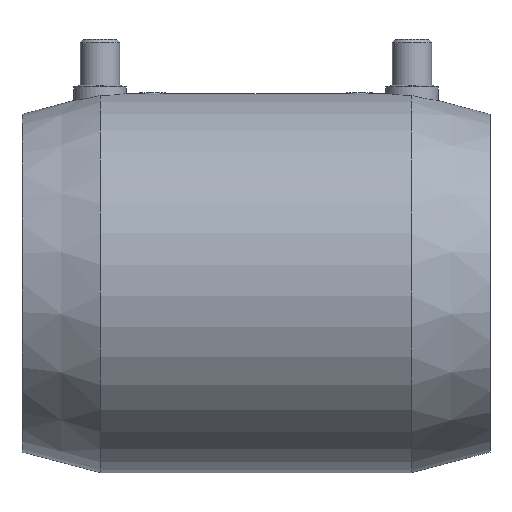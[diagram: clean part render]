
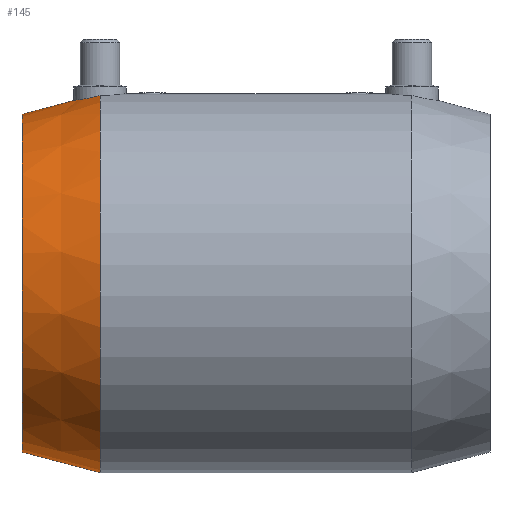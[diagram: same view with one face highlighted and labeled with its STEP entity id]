
A CAD part, top view. The second image highlights one B-rep face of the part: STEP entity #145.
In plain terms, the highlighted conical face has half-angle 14.793 degrees and reference radius 54.375 mm.
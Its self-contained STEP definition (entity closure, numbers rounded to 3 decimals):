
#145 = ADVANCED_FACE( '', ( #296 ), #297, .T. );
#296 = FACE_OUTER_BOUND( '', #452, .T. );
#297 = CONICAL_SURFACE( '', #453, 54.375, 0.258 );
#452 = EDGE_LOOP( '', ( #994, #995, #996, #997, #998 ) );
#453 = AXIS2_PLACEMENT_3D( '', #999, #1000, #1001 );
#994 = ORIENTED_EDGE( '', *, *, #1029, .T. );
#995 = ORIENTED_EDGE( '', *, *, #1192, .F. );
#996 = ORIENTED_EDGE( '', *, *, #1032, .T. );
#997 = ORIENTED_EDGE( '', *, *, #1180, .T. );
#998 = ORIENTED_EDGE( '', *, *, #1182, .T. );
#999 = CARTESIAN_POINT( '', ( -60.167, 0., 0. ) );
#1000 = DIRECTION( '', ( 1., 0., 0. ) );
#1001 = DIRECTION( '', ( 0., 1., 0. ) );
#1029 = EDGE_CURVE( '', #1204, #1205, #1206, .T. );
#1032 = EDGE_CURVE( '', #1211, #1209, #1212, .T. );
#1180 = EDGE_CURVE( '', #1209, #1452, #1454, .T. );
#1182 = EDGE_CURVE( '', #1452, #1204, #1456, .T. );
#1192 = EDGE_CURVE( '', #1211, #1205, #1466, .T. );
#1204 = VERTEX_POINT( '', #1517 );
#1205 = VERTEX_POINT( '', #1518 );
#1206 = LINE( '', #1519, #1520 );
#1209 = VERTEX_POINT( '', #1560 );
#1211 = VERTEX_POINT( '', #1562 );
#1212 = LINE( '', #1563, #1564 );
#1452 = VERTEX_POINT( '', #2150 );
#1454 = CIRCLE( '', #2185, 57.5 );
#1456 = B_SPLINE_CURVE_WITH_KNOTS( '', 3, ( #2187, #2188, #2189, #2190, #2191, #2192, #2193, #2194, #2195, #2196, #2197, #2198, #2199, #2200, #2201, #2202, #2203, #2204, #2205, #2206, #2207, #2208, #2209, #2210, #2211, #2212, #2213, #2214, #2215, #2216, #2217, #2218, #2219, #2220, #2221, #2222, #2223, #2224 ), .UNSPECIFIED., .F., .F., ( 4, 2, 2, 2, 2, 2, 2, 2, 2, 2, 2, 2, 2, 2, 2, 2, 2, 2, 4 ), ( 5.394, 5.696, 7.199, 8.702, 10.205, 11.708, 13.175, 14.643, 16.11, 17.578, 19.045, 20.512, 21.98, 23.447, 24.95, 26.453, 27.956, 29.459, 29.761 ), .UNSPECIFIED. );
#1466 = CIRCLE( '', #2234, 51.25 );
#1517 = CARTESIAN_POINT( '', ( -56.333, 55.387, 0. ) );
#1518 = CARTESIAN_POINT( '', ( -72., 51.25, 0. ) );
#1519 = CARTESIAN_POINT( '', ( -60.167, 54.375, 0. ) );
#1520 = VECTOR( '', #2244, 1. );
#1560 = CARTESIAN_POINT( '', ( -48.333, -57.5, 0. ) );
#1562 = CARTESIAN_POINT( '', ( -72., -51.25, 0. ) );
#1563 = CARTESIAN_POINT( '', ( -60.167, -54.375, 0. ) );
#1564 = VECTOR( '', #2248, 1. );
#2150 = CARTESIAN_POINT( '', ( -48.333, 56.941, 8. ) );
#2185 = AXIS2_PLACEMENT_3D( '', #2505, #2506, #2507 );
#2187 = CARTESIAN_POINT( '', ( -48.333, 56.941, 8. ) );
#2188 = CARTESIAN_POINT( '', ( -48.432, 56.914, 8. ) );
#2189 = CARTESIAN_POINT( '', ( -48.53, 56.889, 7.998 ) );
#2190 = CARTESIAN_POINT( '', ( -49.112, 56.736, 7.977 ) );
#2191 = CARTESIAN_POINT( '', ( -49.614, 56.612, 7.914 ) );
#2192 = CARTESIAN_POINT( '', ( -50.614, 56.377, 7.685 ) );
#2193 = CARTESIAN_POINT( '', ( -51.112, 56.266, 7.52 ) );
#2194 = CARTESIAN_POINT( '', ( -52.068, 56.067, 7.094 ) );
#2195 = CARTESIAN_POINT( '', ( -52.527, 55.978, 6.833 ) );
#2196 = CARTESIAN_POINT( '', ( -53.375, 55.822, 6.233 ) );
#2197 = CARTESIAN_POINT( '', ( -53.765, 55.756, 5.895 ) );
#2198 = CARTESIAN_POINT( '', ( -54.446, 55.646, 5.184 ) );
#2199 = CARTESIAN_POINT( '', ( -54.762, 55.598, 4.789 ) );
#2200 = CARTESIAN_POINT( '', ( -55.319, 55.518, 3.931 ) );
#2201 = CARTESIAN_POINT( '', ( -55.561, 55.485, 3.469 ) );
#2202 = CARTESIAN_POINT( '', ( -55.949, 55.434, 2.505 ) );
#2203 = CARTESIAN_POINT( '', ( -56.095, 55.416, 2.003 ) );
#2204 = CARTESIAN_POINT( '', ( -56.288, 55.393, 0.995 ) );
#2205 = CARTESIAN_POINT( '', ( -56.333, 55.387, 0.489 ) );
#2206 = CARTESIAN_POINT( '', ( -56.333, 55.387, -0.489 ) );
#2207 = CARTESIAN_POINT( '', ( -56.288, 55.393, -0.995 ) );
#2208 = CARTESIAN_POINT( '', ( -56.095, 55.416, -2.003 ) );
#2209 = CARTESIAN_POINT( '', ( -55.949, 55.434, -2.505 ) );
#2210 = CARTESIAN_POINT( '', ( -55.561, 55.485, -3.469 ) );
#2211 = CARTESIAN_POINT( '', ( -55.319, 55.518, -3.931 ) );
#2212 = CARTESIAN_POINT( '', ( -54.762, 55.598, -4.789 ) );
#2213 = CARTESIAN_POINT( '', ( -54.446, 55.646, -5.184 ) );
#2214 = CARTESIAN_POINT( '', ( -53.765, 55.756, -5.895 ) );
#2215 = CARTESIAN_POINT( '', ( -53.375, 55.822, -6.233 ) );
#2216 = CARTESIAN_POINT( '', ( -52.527, 55.978, -6.833 ) );
#2217 = CARTESIAN_POINT( '', ( -52.068, 56.067, -7.094 ) );
#2218 = CARTESIAN_POINT( '', ( -51.112, 56.266, -7.52 ) );
#2219 = CARTESIAN_POINT( '', ( -50.614, 56.377, -7.685 ) );
#2220 = CARTESIAN_POINT( '', ( -49.614, 56.612, -7.914 ) );
#2221 = CARTESIAN_POINT( '', ( -49.112, 56.736, -7.977 ) );
#2222 = CARTESIAN_POINT( '', ( -48.53, 56.889, -7.998 ) );
#2223 = CARTESIAN_POINT( '', ( -48.432, 56.914, -8. ) );
#2224 = CARTESIAN_POINT( '', ( -48.333, 56.941, -8. ) );
#2234 = AXIS2_PLACEMENT_3D( '', #2538, #2539, #2540 );
#2244 = DIRECTION( '', ( -0.967, -0.255, 0. ) );
#2248 = DIRECTION( '', ( 0.967, -0.255, 0. ) );
#2505 = CARTESIAN_POINT( '', ( -48.333, 0., 0. ) );
#2506 = DIRECTION( '', ( -1., 0., 0. ) );
#2507 = DIRECTION( '', ( 0., 1., 0. ) );
#2538 = CARTESIAN_POINT( '', ( -72., 0., 0. ) );
#2539 = DIRECTION( '', ( -1., 0., 0. ) );
#2540 = DIRECTION( '', ( 0., 1., 0. ) );
